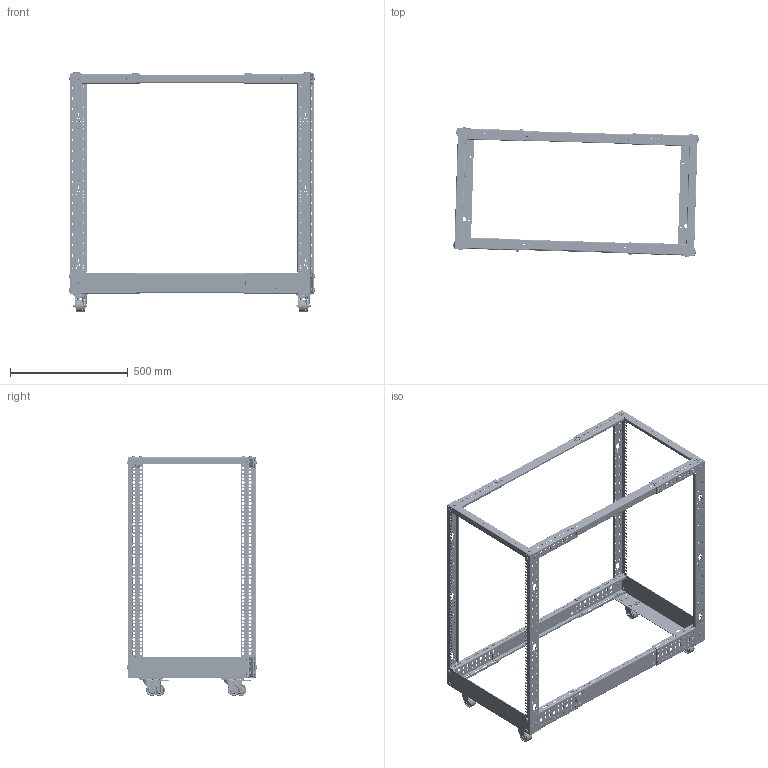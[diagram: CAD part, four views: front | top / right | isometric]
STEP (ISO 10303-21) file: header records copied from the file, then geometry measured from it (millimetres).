
FILE_DESCRIPTION (( 'STEP AP214' ), '1' );
FILE_NAME ('LC4POST18U-M6_3D.step', '2024-01-17T20:17:26', ( '' ), ( '' ), 'SwSTEP 2.0', 'SolidWorks 2022', '' );
FILE_SCHEMA (( 'AUTOMOTIVE_DESIGN' ));
Length unit declared in the file: inch
Products named in the file (87): M10_12^4POST45U_LC4POST18U-M6; ____4^SA_AF3_ASM_4POST45U_LC4POST18U-M6; LS_AF2_ASM^4POST45U_LC4POST18U-M6; M6_16^LS_AF15_ASM_4POST45U_LC4POST18U-M6; PRT0003YOU^SHUANG_AF1_ASM_18_2; M6_16^LS_AF13_ASM_4POST45U_LC4POST18U-M6; PRT0009^SHUANG_AF0_ASM_18_1; LS_AF11_ASM^4POST45U_LC4POST18U-M6; M6_16^LS_AF9_ASM_4POST45U_LC4POST18U-M6; 6^LS_AF8_ASM_4POST45U_LC4POST18U-M6; M6_16^LS_AF3_ASM_4POST45U_LC4POST18U-M6; 4POST45U^LC4POST18U-M6; M6_16^LS_AF5_ASM_4POST45U_LC4POST18U-M6; PRT0001YOU_18_2; LS_AF15_ASM^4POST45U_LC4POST18U-M6; M6_16^LS_AF2_ASM_4POST45U_LC4POST18U-M6; Copy of PRT0002^LC4POST18U-M6; M10_12^SHUANG_AF1_ASM_18_2; 6^LS_AF13_ASM_4POST45U_LC4POST18U-M6; SA_AF2_ASM^4POST45U_LC4POST18U-M6; M6_16^LS_AF8_ASM_4POST45U_LC4POST18U-M6; 7-1^SA_AF1_ASM_4POST45U_LC4POST18U-M6; PRT0001YOU_18_1; 6^LS_AF11_ASM_4POST45U_LC4POST18U-M6; LS_AF1_ASM^4POST45U_LC4POST18U-M6; PRT0001YOU_4; LS_AF14_ASM^4POST45U_LC4POST18U-M6; M6_16^LS_AF11_ASM_4POST45U_LC4POST18U-M6; 6^LS_AF3_ASM_4POST45U_LC4POST18U-M6; PRT0003YOU^SHUANG_AF0_ASM_18_1; 6^LS_AF14_ASM_4POST45U_LC4POST18U-M6; LS_AF4_ASM^4POST45U_LC4POST18U-M6; M10_12^SHUANG_AF0_ASM_18_1; 7-1^SA_AF3_ASM_4POST45U_LC4POST18U-M6; PRT0007^SHUANG_AF0_ASM_18_1; LS_AF9_ASM^4POST45U_LC4POST18U-M6; 7-1^SA_AF2_ASM_4POST45U_LC4POST18U-M6; LS_AF0_ASM^4POST45U_LC4POST18U-M6; PRT0007^SHUANG_AF1_ASM_18_2; SHUANG_AF1_ASM_18_2 ...
Assembly tree (123 placements, depth 5):
  LC4POST18U-M6_3D
    4POST45U^LC4POST18U-M6
      SHUANG_AF0_ASM_18_1
        PRT0007^SHUANG_AF0_ASM_18_1  x2
        PRT0003^SHUANG_AF0_ASM_18_1
        PRT0003YOU^SHUANG_AF0_ASM_18_1
        PRT0009^SHUANG_AF0_ASM_18_1
        PRT0008^SHUANG_AF0_ASM_18_1
        M10_12^SHUANG_AF0_ASM_18_1  x12
        PRT0001YOU_18_1
          PRT0001YOU_18_1
          PRT0001YOU_2
        PRT0001YOU_18_2
          PRT0001YOU_18_2
          PRT0001YOU_4
      SHUANG_AF1_ASM_18_2
        PRT0007^SHUANG_AF1_ASM_18_2  x2
        PRT0003^SHUANG_AF1_ASM_18_2
        PRT0003YOU^SHUANG_AF1_ASM_18_2
        PRT0009^SHUANG_AF1_ASM_18_2
        PRT0008^SHUANG_AF1_ASM_18_2
        M10_12^SHUANG_AF1_ASM_18_2  x12
        PRT0001YOU_18_1
          PRT0001YOU_18_1
          PRT0001YOU_2
        PRT0001YOU_18_2
          PRT0001YOU_18_2
          PRT0001YOU_4
      SA_AF0_ASM^4POST45U_LC4POST18U-M6
        7-1^SA_AF0_ASM_4POST45U_LC4POST18U-M6
        ____4^SA_AF0_ASM_4POST45U_LC4POST18U-M6
      SA_AF1_ASM^4POST45U_LC4POST18U-M6
        7-1^SA_AF1_ASM_4POST45U_LC4POST18U-M6
        ____4^SA_AF1_ASM_4POST45U_LC4POST18U-M6
      SA_AF2_ASM^4POST45U_LC4POST18U-M6
        7-1^SA_AF2_ASM_4POST45U_LC4POST18U-M6
        ____4^SA_AF2_ASM_4POST45U_LC4POST18U-M6
      SA_AF3_ASM^4POST45U_LC4POST18U-M6
        7-1^SA_AF3_ASM_4POST45U_LC4POST18U-M6
        ____4^SA_AF3_ASM_4POST45U_LC4POST18U-M6
      LS_AF0_ASM^4POST45U_LC4POST18U-M6
        M6_16^LS_AF0_ASM_4POST45U_LC4POST18U-M6
        6^LS_AF0_ASM_4POST45U_LC4POST18U-M6
      LS_AF1_ASM^4POST45U_LC4POST18U-M6
        M6_16^LS_AF1_ASM_4POST45U_LC4POST18U-M6
        6^LS_AF1_ASM_4POST45U_LC4POST18U-M6
      LS_AF2_ASM^4POST45U_LC4POST18U-M6
        M6_16^LS_AF2_ASM_4POST45U_LC4POST18U-M6
        6^LS_AF2_ASM_4POST45U_LC4POST18U-M6
      LS_AF3_ASM^4POST45U_LC4POST18U-M6
        M6_16^LS_AF3_ASM_4POST45U_LC4POST18U-M6
        6^LS_AF3_ASM_4POST45U_LC4POST18U-M6
      LS_AF4_ASM^4POST45U_LC4POST18U-M6
        M6_16^LS_AF4_ASM_4POST45U_LC4POST18U-M6
        6^LS_AF4_ASM_4POST45U_LC4POST18U-M6
      LS_AF5_ASM^4POST45U_LC4POST18U-M6
        M6_16^LS_AF5_ASM_4POST45U_LC4POST18U-M6
        6^LS_AF5_ASM_4POST45U_LC4POST18U-M6
      LS_AF6_ASM^4POST45U_LC4POST18U-M6
        M6_16^LS_AF6_ASM_4POST45U_LC4POST18U-M6
Bounding box: 1047.98 x 553.98 x 1018.61 mm (x, y, z)
Volume: 2669102.2 mm3; surface area: 2419451.3 mm2
Topology: 100 solids, 100 shells, 6854 faces, 18602 edges, 12076 vertices
Faces by surface type: plane 3328, cylinder 2854, bspline 376, torus 208, cone 56, sphere 32
Entity records: 200033 total; most frequent: CARTESIAN_POINT 86815, ORIENTED_EDGE 23270, DIRECTION 21609, EDGE_CURVE 11635, VERTEX_POINT 7522, AXIS2_PLACEMENT_3D 7420, VECTOR 6769, LINE 6769
